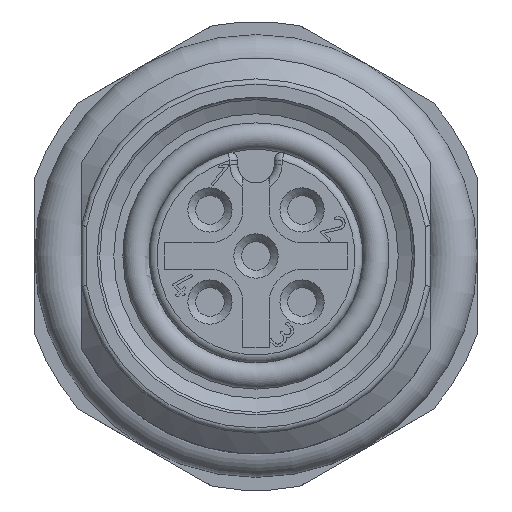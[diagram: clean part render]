
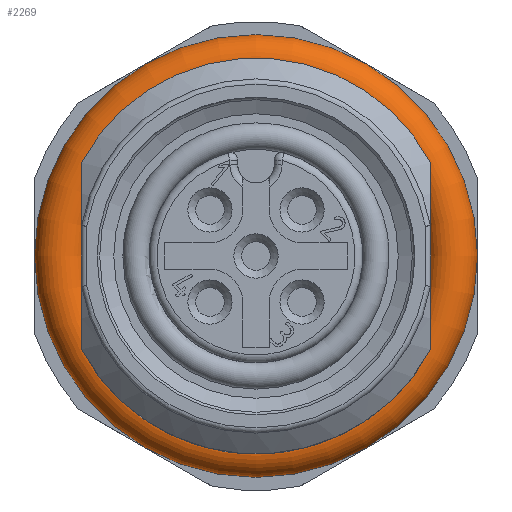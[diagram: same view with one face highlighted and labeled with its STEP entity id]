
A CAD part, left-side view. The second image highlights one B-rep face of the part: STEP entity #2269.
In plain terms, the highlighted toroidal (fillet/blend) face has major radius 7.5 mm and minor radius 1 mm.
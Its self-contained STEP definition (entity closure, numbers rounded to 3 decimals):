
#23=VERTEX_LOOP('',#5318);
#188=TOROIDAL_SURFACE('',#6812,7.5,1.);
#2269=ADVANCED_FACE('',(#2540),#188,.T.);
#2540=FACE_BOUND('',#23,.T.);
#5318=VERTEX_POINT('',#11381);
#6812=AXIS2_PLACEMENT_3D('',#11382,#8240,#8241);
#8240=DIRECTION('',(-1.,0.,0.));
#8241=DIRECTION('',(0.,0.,-1.));
#11381=CARTESIAN_POINT('',(14.7,0.,-8.5));
#11382=CARTESIAN_POINT('',(14.7,0.,0.));
